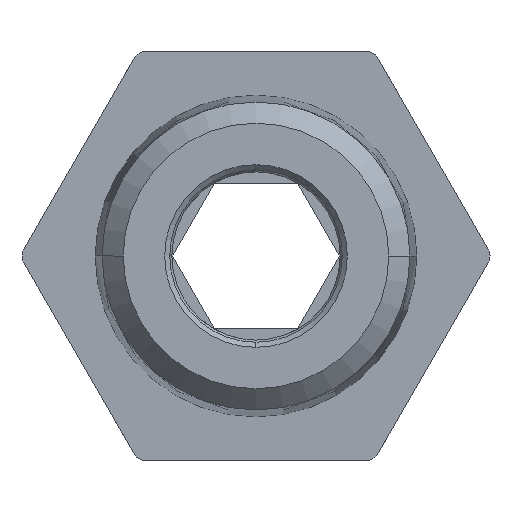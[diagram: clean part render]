
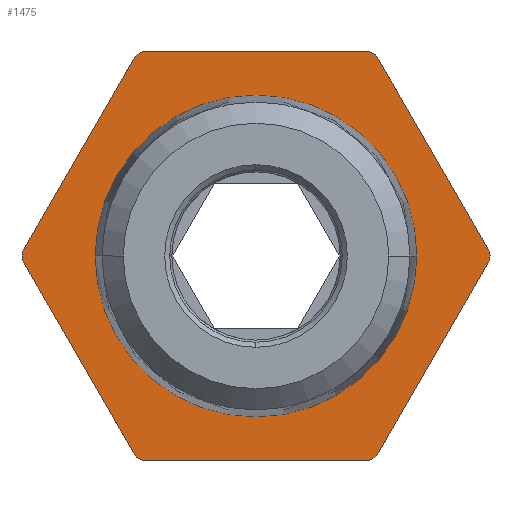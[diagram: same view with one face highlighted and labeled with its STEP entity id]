
A CAD part, front view. The second image highlights one B-rep face of the part: STEP entity #1475.
In plain terms, the highlighted planar face has unit normal (0, -1, 0).
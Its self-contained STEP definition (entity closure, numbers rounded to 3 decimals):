
#1475=ADVANCED_FACE('',(#3425,#3426),#3427,.F.);
#3425=FACE_OUTER_BOUND('',#6795,.T.);
#3426=FACE_BOUND('',#6796,.T.);
#3427=PLANE('',#6797);
#6795=EDGE_LOOP('',(#12485,#12486,#12487,#12488,#12489,#12490,#12491,#12492,#12493,#12494,#12495,#12496));
#6796=EDGE_LOOP('',(#12497,#12498));
#6797=AXIS2_PLACEMENT_3D('',#12499,#12500,#12501);
#12485=ORIENTED_EDGE('',*,*,#17718,.T.);
#12486=ORIENTED_EDGE('',*,*,#18541,.F.);
#12487=ORIENTED_EDGE('',*,*,#18542,.T.);
#12488=ORIENTED_EDGE('',*,*,#18543,.F.);
#12489=ORIENTED_EDGE('',*,*,#18544,.T.);
#12490=ORIENTED_EDGE('',*,*,#18064,.F.);
#12491=ORIENTED_EDGE('',*,*,#18545,.T.);
#12492=ORIENTED_EDGE('',*,*,#18546,.F.);
#12493=ORIENTED_EDGE('',*,*,#18547,.T.);
#12494=ORIENTED_EDGE('',*,*,#18141,.F.);
#12495=ORIENTED_EDGE('',*,*,#18548,.T.);
#12496=ORIENTED_EDGE('',*,*,#18549,.F.);
#12497=ORIENTED_EDGE('',*,*,#17104,.F.);
#12498=ORIENTED_EDGE('',*,*,#18021,.F.);
#12499=CARTESIAN_POINT('',(0.0,0.0,0.0));
#12500=DIRECTION('',(0.0,1.0,0.0));
#12501=DIRECTION('',(1.0,0.0,-0.0));
#17104=EDGE_CURVE('',#20074,#20076,#20077,.T.);
#17718=EDGE_CURVE('',#21135,#21133,#21136,.T.);
#18021=EDGE_CURVE('',#20076,#20074,#21636,.T.);
#18064=EDGE_CURVE('',#21704,#21706,#21707,.T.);
#18141=EDGE_CURVE('',#21832,#21834,#21835,.T.);
#18541=EDGE_CURVE('',#22458,#21133,#22459,.T.);
#18542=EDGE_CURVE('',#22458,#22460,#22461,.T.);
#18543=EDGE_CURVE('',#22462,#22460,#22463,.T.);
#18544=EDGE_CURVE('',#22462,#21706,#22464,.T.);
#18545=EDGE_CURVE('',#21704,#22465,#22466,.T.);
#18546=EDGE_CURVE('',#22467,#22465,#22468,.T.);
#18547=EDGE_CURVE('',#22467,#21834,#22469,.T.);
#18548=EDGE_CURVE('',#21832,#22470,#22471,.T.);
#18549=EDGE_CURVE('',#21135,#22470,#22472,.T.);
#20074=VERTEX_POINT('',#24413);
#20076=VERTEX_POINT('',#24416);
#20077=CIRCLE('',#24417,6.693);
#21133=VERTEX_POINT('',#26576);
#21135=VERTEX_POINT('',#26579);
#21136=CIRCLE('',#26580,0.5);
#21636=CIRCLE('',#27410,6.693);
#21704=VERTEX_POINT('',#27579);
#21706=VERTEX_POINT('',#27582);
#21707=LINE('',#27583,#27584);
#21832=VERTEX_POINT('',#27931);
#21834=VERTEX_POINT('',#27934);
#21835=LINE('',#27935,#27936);
#22458=VERTEX_POINT('',#29081);
#22459=LINE('',#29082,#29083);
#22460=VERTEX_POINT('',#29084);
#22461=CIRCLE('',#29085,0.5);
#22462=VERTEX_POINT('',#29086);
#22463=LINE('',#29087,#29088);
#22464=CIRCLE('',#29089,0.5);
#22465=VERTEX_POINT('',#29090);
#22466=CIRCLE('',#29091,0.5);
#22467=VERTEX_POINT('',#29092);
#22468=LINE('',#29093,#29094);
#22469=CIRCLE('',#29095,0.5);
#22470=VERTEX_POINT('',#29096);
#22471=CIRCLE('',#29097,0.5);
#22472=LINE('',#29098,#29099);
#24413=CARTESIAN_POINT('',(6.693,0.0,0.0));
#24416=CARTESIAN_POINT('',(-6.693,0.0,0.));
#24417=AXIS2_PLACEMENT_3D('',#32125,#32126,#32127);
#26576=CARTESIAN_POINT('',(5.052,0.0,-8.25));
#26579=CARTESIAN_POINT('',(4.619,0.0,-8.5));
#26580=AXIS2_PLACEMENT_3D('',#32864,#32865,#32866);
#27410=AXIS2_PLACEMENT_3D('',#33160,#33161,#33162);
#27579=CARTESIAN_POINT('',(-4.619,0.0,8.5));
#27582=CARTESIAN_POINT('',(4.619,0.0,8.5));
#27583=CARTESIAN_POINT('',(-4.619,0.0,8.5));
#27584=VECTOR('',#33211,9.238);
#27931=CARTESIAN_POINT('',(-5.052,0.0,-8.25));
#27934=CARTESIAN_POINT('',(-9.671,0.0,-0.25));
#27935=CARTESIAN_POINT('',(-5.052,0.0,-8.25));
#27936=VECTOR('',#33310,9.238);
#29081=CARTESIAN_POINT('',(9.671,0.0,-0.25));
#29082=CARTESIAN_POINT('',(9.671,0.0,-0.25));
#29083=VECTOR('',#33720,9.238);
#29084=CARTESIAN_POINT('',(9.671,0.0,0.25));
#29085=AXIS2_PLACEMENT_3D('',#33721,#33722,#33723);
#29086=CARTESIAN_POINT('',(5.052,0.0,8.25));
#29087=CARTESIAN_POINT('',(5.052,0.0,8.25));
#29088=VECTOR('',#33724,9.238);
#29089=AXIS2_PLACEMENT_3D('',#33725,#33726,#33727);
#29090=CARTESIAN_POINT('',(-5.052,0.0,8.25));
#29091=AXIS2_PLACEMENT_3D('',#33728,#33729,#33730);
#29092=CARTESIAN_POINT('',(-9.671,0.0,0.25));
#29093=CARTESIAN_POINT('',(-9.671,0.0,0.25));
#29094=VECTOR('',#33731,9.238);
#29095=AXIS2_PLACEMENT_3D('',#33732,#33733,#33734);
#29096=CARTESIAN_POINT('',(-4.619,0.0,-8.5));
#29097=AXIS2_PLACEMENT_3D('',#33735,#33736,#33737);
#29098=CARTESIAN_POINT('',(4.619,0.0,-8.5));
#29099=VECTOR('',#33738,9.238);
#32125=CARTESIAN_POINT('',(0.0,0.0,0.0));
#32126=DIRECTION('',(0.0,-1.0,0.0));
#32127=DIRECTION('',(1.0,0.0,0.0));
#32864=CARTESIAN_POINT('',(4.619,0.0,-8.0));
#32865=DIRECTION('',(0.0,-1.0,0.0));
#32866=DIRECTION('',(0.0,0.0,-1.0));
#33160=CARTESIAN_POINT('',(0.0,0.0,0.0));
#33161=DIRECTION('',(0.0,-1.0,0.0));
#33162=DIRECTION('',(1.0,0.0,0.0));
#33211=DIRECTION('',(1.0,0.0,0.0));
#33310=DIRECTION('',(-0.5,0.0,0.866));
#33720=DIRECTION('',(-0.5,0.0,-0.866));
#33721=CARTESIAN_POINT('',(9.238,0.0,0.0));
#33722=DIRECTION('',(0.0,-1.0,0.0));
#33723=DIRECTION('',(0.866,0.0,-0.5));
#33724=DIRECTION('',(0.5,0.0,-0.866));
#33725=CARTESIAN_POINT('',(4.619,0.0,8.0));
#33726=DIRECTION('',(0.0,-1.0,0.0));
#33727=DIRECTION('',(0.866,0.0,0.5));
#33728=CARTESIAN_POINT('',(-4.619,0.0,8.0));
#33729=DIRECTION('',(0.0,-1.0,0.0));
#33730=DIRECTION('',(0.0,0.0,1.0));
#33731=DIRECTION('',(0.5,0.0,0.866));
#33732=CARTESIAN_POINT('',(-9.238,0.0,0.0));
#33733=DIRECTION('',(0.0,-1.0,0.0));
#33734=DIRECTION('',(-0.866,0.0,0.5));
#33735=CARTESIAN_POINT('',(-4.619,0.0,-8.0));
#33736=DIRECTION('',(0.0,-1.0,-0.0));
#33737=DIRECTION('',(-0.866,0.0,-0.5));
#33738=DIRECTION('',(-1.0,0.0,0.0));
